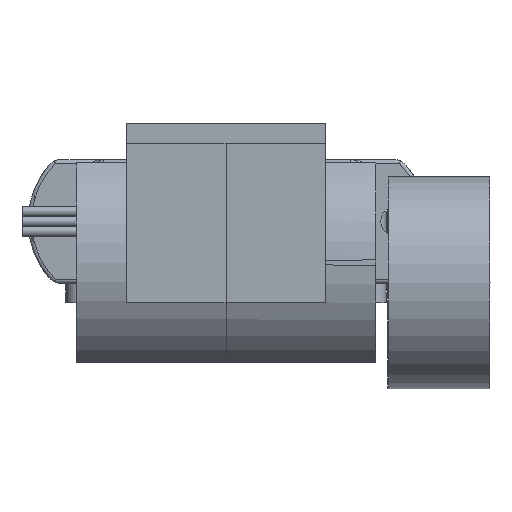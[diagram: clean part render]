
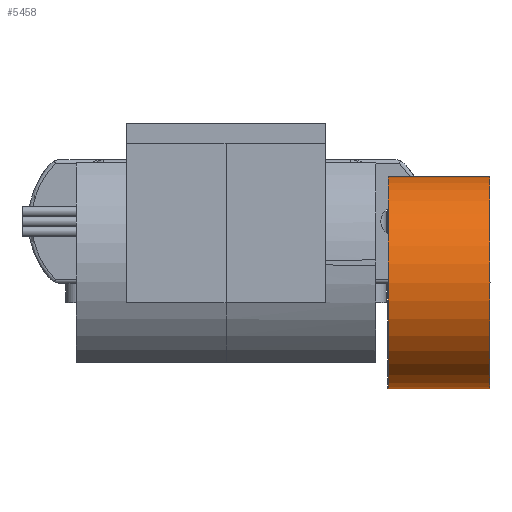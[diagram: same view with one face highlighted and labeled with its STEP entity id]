
A CAD part, front view. The second image highlights one B-rep face of the part: STEP entity #5458.
In plain terms, the highlighted cylindrical face has radius 5.334 mm (diameter 10.668 mm), a full revolution.
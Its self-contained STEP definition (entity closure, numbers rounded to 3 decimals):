
#747=FACE_OUTER_BOUND('',#1121,.T.);
#1121=EDGE_LOOP('',(#5008,#5009,#5010,#5011));
#1327=CIRCLE('',#6023,5.334);
#1328=CIRCLE('',#6025,5.334);
#1770=LINE('',#11162,#2212);
#2212=VECTOR('',#7539,5.334);
#2704=VERTEX_POINT('',#11158);
#2705=VERTEX_POINT('',#11161);
#3472=EDGE_CURVE('',#2704,#2704,#1327,.T.);
#3473=EDGE_CURVE('',#2704,#2705,#1770,.T.);
#3474=EDGE_CURVE('',#2705,#2705,#1328,.T.);
#5008=ORIENTED_EDGE('',*,*,#3472,.T.);
#5009=ORIENTED_EDGE('',*,*,#3473,.T.);
#5010=ORIENTED_EDGE('',*,*,#3474,.T.);
#5011=ORIENTED_EDGE('',*,*,#3473,.F.);
#5136=CYLINDRICAL_SURFACE('',#6024,5.334);
#5458=ADVANCED_FACE('',(#747),#5136,.T.);
#6023=AXIS2_PLACEMENT_3D('',#11159,#7535,#7536);
#6024=AXIS2_PLACEMENT_3D('',#11160,#7537,#7538);
#6025=AXIS2_PLACEMENT_3D('',#11163,#7540,#7541);
#7535=DIRECTION('center_axis',(-1.,0.,
0.));
#7536=DIRECTION('ref_axis',(0.,1.,0.));
#7537=DIRECTION('center_axis',(1.,0.,0.));
#7538=DIRECTION('ref_axis',(0.,1.,0.));
#7539=DIRECTION('',(-1.,0.,0.));
#7540=DIRECTION('center_axis',(1.,0.,0.));
#7541=DIRECTION('ref_axis',(0.,-1.,0.));
#11158=CARTESIAN_POINT('',(13.241,-5.331,0.));
#11159=CARTESIAN_POINT('Origin',(13.24,0.003,0.));
#11160=CARTESIAN_POINT('Origin',(11.684,0.003,0.));
#11161=CARTESIAN_POINT('',(8.129,-5.332,0.));
#11162=CARTESIAN_POINT('',(11.685,-5.331,0.));
#11163=CARTESIAN_POINT('Origin',(8.128,0.002,0.));
